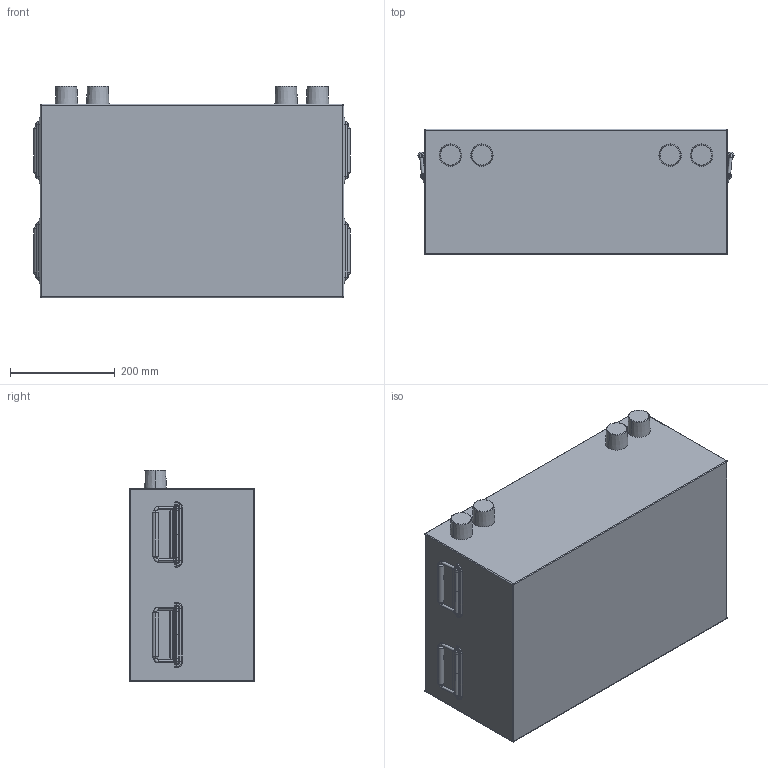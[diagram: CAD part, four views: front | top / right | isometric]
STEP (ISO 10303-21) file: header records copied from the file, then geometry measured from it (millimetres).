
FILE_DESCRIPTION (( 'STEP AP214' ), '1' );
FILE_NAME ('P-108-043-rev-A-RDT.STEP', '2021-09-21T11:09:11', ( '' ), ( '' ), 'SwSTEP 2.0', 'SolidWorks 2021', '' );
FILE_SCHEMA (( 'AUTOMOTIVE_DESIGN' ));
Length unit declared in the file: millimetre
Products named in the file (1): P-108-043-rev-A-RDT
Bounding box: 604 x 240 x 405 mm (x, y, z)
Volume: 51772595.1 mm3; surface area: 954797.3 mm2
Topology: 5 solids, 5 shells, 646 faces, 1607 edges, 962 vertices
Faces by surface type: plane 220, cylinder 152, bspline 114, torus 112, sphere 40, cone 8
Entity records: 28360 total; most frequent: CARTESIAN_POINT 10138, ORIENTED_EDGE 3150, DIRECTION 2941, EDGE_CURVE 1575, AXIS2_PLACEMENT_3D 1109, VERTEX_POINT 962, LINE 723, VECTOR 723
